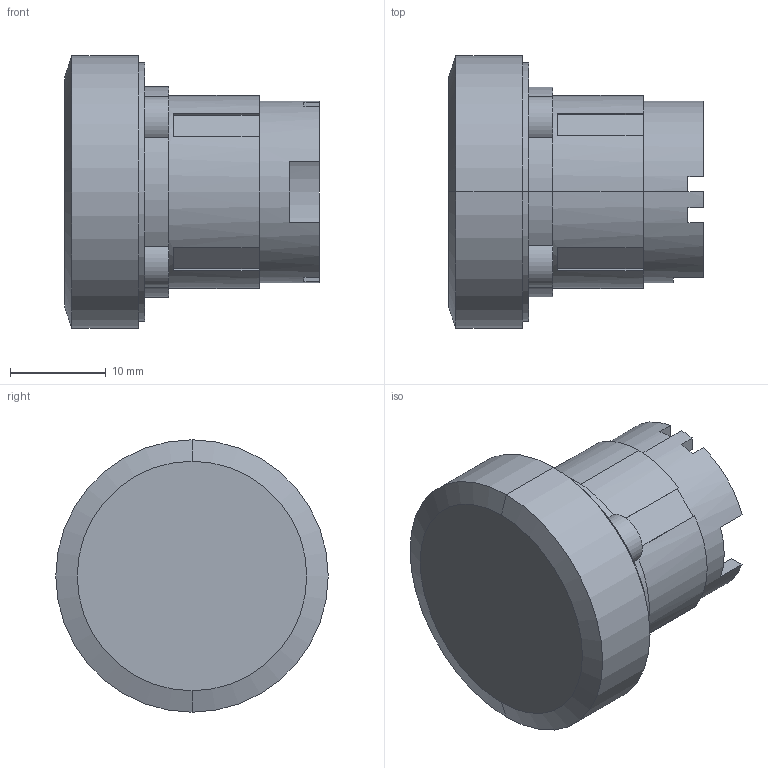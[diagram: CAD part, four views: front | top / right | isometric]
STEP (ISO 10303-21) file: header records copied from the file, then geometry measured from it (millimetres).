
FILE_DESCRIPTION(('starvars output'),'2;1');
FILE_NAME('ZB5AP2S_3D.stp','11:51:19 2020/03/31',( 'Thomas Industrial Network Germany GmbH'),( 'Thomas Industrial Network Germany GmbH'),'unknown preprocess','ACIS' ,'unknown authorization');
FILE_SCHEMA(('AUTOMOTIVE_DESIGN_CC2 {UNKNOWN IMPLEMENTATION LEVEL}'));
Length unit declared in the file: millimetre
Products named in the file (1): PRODUCT_ID_176
Bounding box: 26.65 x 28.5 x 28.5 mm (x, y, z)
Volume: 9966.3 mm3; surface area: 3378.7 mm2
Topology: 1 solids, 1 shells, 64 faces, 168 edges, 110 vertices
Faces by surface type: plane 42, cylinder 20, cone 2
Entity records: 2281 total; most frequent: ORIENTED_EDGE 336, CARTESIAN_POINT 280, DIRECTION 244, EDGE_CURVE 168, VERTEX_POINT 110, VECTOR 96, LINE 96, AXIS2_PLACEMENT_3D 74
